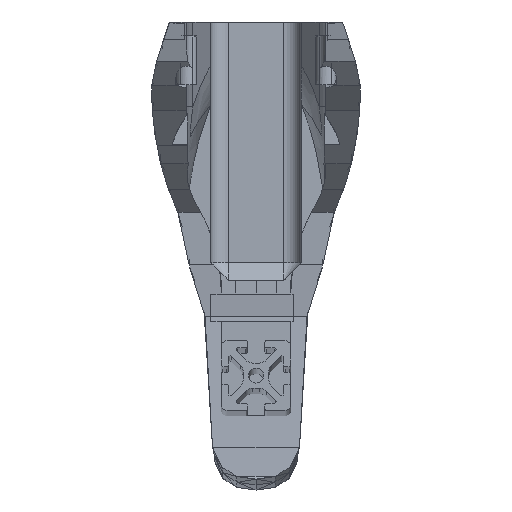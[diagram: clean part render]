
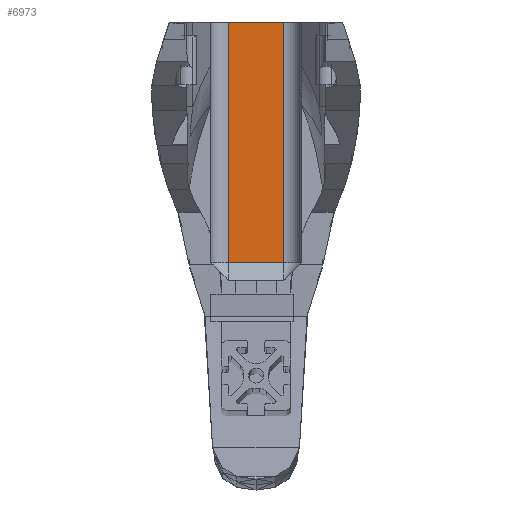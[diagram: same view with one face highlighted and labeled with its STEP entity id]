
A CAD part, top view. The second image highlights one B-rep face of the part: STEP entity #6973.
In plain terms, the highlighted face is planar.
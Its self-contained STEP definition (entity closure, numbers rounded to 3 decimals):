
#156=PLANE('',#7561);
#569=FACE_OUTER_BOUND('',#1026,.T.);
#1026=EDGE_LOOP('',(#5358,#5359,#5360,#5361));
#1596=LINE('',#10692,#2409);
#1606=LINE('',#10717,#2419);
#1623=LINE('',#10766,#2436);
#1624=LINE('',#10768,#2437);
#2409=VECTOR('',#8573,10.);
#2419=VECTOR('',#8591,10.);
#2436=VECTOR('',#8638,10.);
#2437=VECTOR('',#8641,10.);
#3387=VERTEX_POINT('',#10689);
#3388=VERTEX_POINT('',#10691);
#3398=VERTEX_POINT('',#10714);
#3399=VERTEX_POINT('',#10716);
#4044=EDGE_CURVE('',#3387,#3388,#1596,.T.);
#4056=EDGE_CURVE('',#3398,#3399,#1606,.T.);
#4082=EDGE_CURVE('',#3388,#3398,#1623,.T.);
#4083=EDGE_CURVE('',#3399,#3387,#1624,.T.);
#5358=ORIENTED_EDGE('',*,*,#4056,.F.);
#5359=ORIENTED_EDGE('',*,*,#4082,.F.);
#5360=ORIENTED_EDGE('',*,*,#4044,.F.);
#5361=ORIENTED_EDGE('',*,*,#4083,.F.);
#6973=ADVANCED_FACE('',(#569),#156,.F.);
#7561=AXIS2_PLACEMENT_3D('',#10767,#8639,#8640);
#8573=DIRECTION('',(0.,1.,0.));
#8591=DIRECTION('',(0.,-1.,0.));
#8638=DIRECTION('',(0.,0.,-1.));
#8639=DIRECTION('center_axis',(-1.,0.,0.));
#8640=DIRECTION('ref_axis',(0.,1.,0.));
#8641=DIRECTION('',(0.,0.,1.));
#10689=CARTESIAN_POINT('',(1112.8,-8.,682.846));
#10691=CARTESIAN_POINT('',(1112.8,8.,682.846));
#10692=CARTESIAN_POINT('',(1112.8,7.528,682.846));
#10714=CARTESIAN_POINT('',(1112.8,8.,613.967));
#10716=CARTESIAN_POINT('',(1112.8,-8.,613.967));
#10717=CARTESIAN_POINT('',(1112.8,-6.725,613.967));
#10766=CARTESIAN_POINT('',(1112.8,8.,682.846));
#10767=CARTESIAN_POINT('Origin',(1112.8,-13.,682.846));
#10768=CARTESIAN_POINT('',(1112.8,-8.,682.846));
